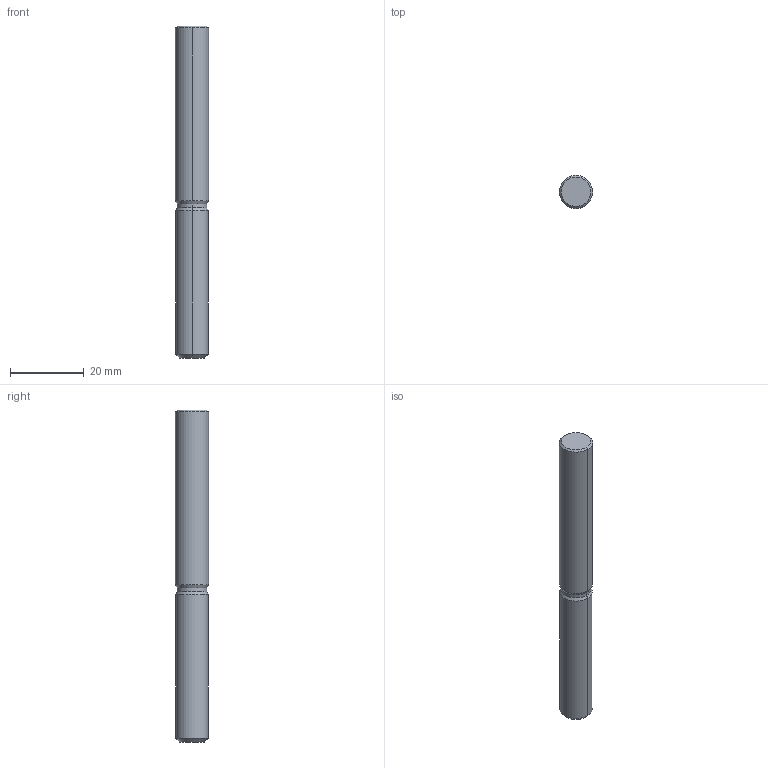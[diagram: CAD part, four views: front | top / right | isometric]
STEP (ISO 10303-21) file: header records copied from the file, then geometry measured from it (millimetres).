
FILE_DESCRIPTION(('no description'),'unknown implementation level');
FILE_NAME('8900892.stp',' ',('CIM GmbH Aachen'),('CADClick - KiM GmbH - www.kimweb.de'),'unknown preprocess','ACIS','unknown authorization');
FILE_SCHEMA(('automotive_design'));
Length unit declared in the file: millimetre
Products named in the file (2): 1; 2
Bounding box: 9 x 9 x 90 mm (x, y, z)
Volume: 5660.7 mm3; surface area: 4487 mm2
Topology: 2 solids, 2 shells, 23 faces, 44 edges, 24 vertices
Faces by surface type: cylinder 10, cone 10, plane 3
Entity records: 1159 total; most frequent: DIRECTION 122, CARTESIAN_POINT 95, STYLED_ITEM 93, PRESENTATION_STYLE_ASSIGNMENT 93, COLOUR_RGB 93, ORIENTED_EDGE 88, AXIS2_PLACEMENT_3D 51, EDGE_CURVE 44
